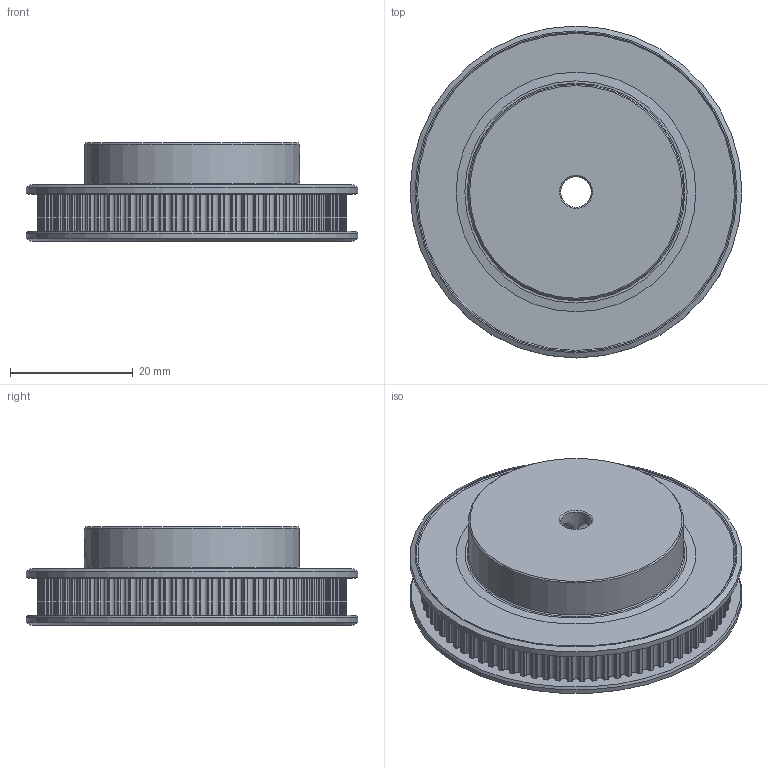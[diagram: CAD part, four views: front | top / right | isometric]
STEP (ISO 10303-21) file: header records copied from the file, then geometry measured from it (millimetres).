
FILE_DESCRIPTION(/* description */ (''),/* implementation_level */ '2;1');
FILE_NAME(/* name */ 'GT2 Timing Pulley - 80T.step',/* time_stamp */ '2024-04-06T13:12:31+02:00',/* author */ (''),/* organization */ (''),/* preprocessor_version */ 'ST-DEVELOPER v20',/* originating_system */ 'Autodesk Translation Framework v12.20.1.177',/* authorisation */ '');
FILE_SCHEMA (('AUTOMOTIVE_DESIGN { 1 0 10303 214 3 1 1 }'));
Length unit declared in the file: millimetre
Products named in the file (2): (Unsaved); 2GT 80T
Assembly tree (1 placements, depth 2):
  (Unsaved)
    2GT 80T
Bounding box: 54.01 x 54.01 x 16 mm (x, y, z)
Volume: 24528.8 mm3; surface area: 8229.8 mm2
Topology: 1 solids, 1 shells, 509 faces, 1498 edges, 996 vertices
Faces by surface type: cylinder 486, cone 12, plane 9, bspline 2
Full cylindrical faces by diameter (mm): 3 x1, 5 x1, 35 x1, 54.01 x2
Entity records: 17973 total; most frequent: DIRECTION 3490, CARTESIAN_POINT 3392, ORIENTED_EDGE 2996, EDGE_CURVE 1498, AXIS2_PLACEMENT_3D 1494, VERTEX_POINT 996, CIRCLE 984, EDGE_LOOP 520
